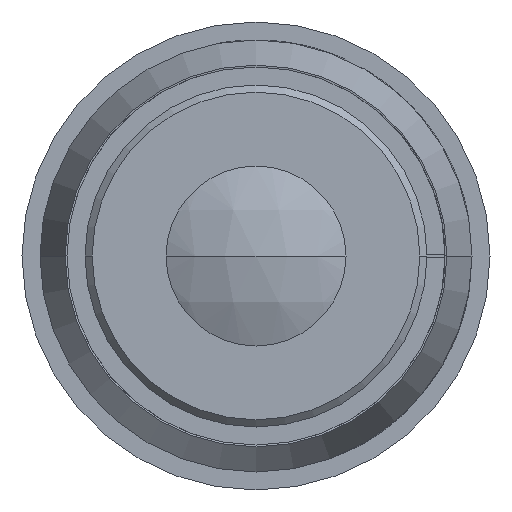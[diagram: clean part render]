
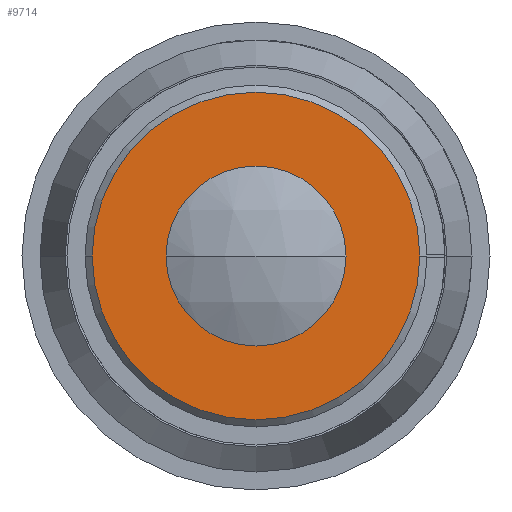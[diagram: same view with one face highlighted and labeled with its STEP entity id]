
A CAD part, front view. The second image highlights one B-rep face of the part: STEP entity #9714.
In plain terms, the highlighted planar face has unit normal (0, -1, 0).
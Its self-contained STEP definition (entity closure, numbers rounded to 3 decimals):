
#379 = DIRECTION ( 'NONE',  ( 0., -1., 0. ) ) ;
#609 = CARTESIAN_POINT ( 'NONE',  ( 21.293, 1.042, 18.605 ) ) ;
#2563 = AXIS2_PLACEMENT_3D ( 'NONE', #5866, #13103, #6911 ) ;
#2692 = AXIS2_PLACEMENT_3D ( 'NONE', #3386, #10629, #4433 ) ;
#2899 = VERTEX_POINT ( 'NONE', #12015 ) ;
#3386 = CARTESIAN_POINT ( 'NONE',  ( 14.043, 1.042, 18.605 ) ) ;
#3731 = FACE_OUTER_BOUND ( 'NONE', #6981, .T. ) ;
#3857 = DIRECTION ( 'NONE',  ( 0., -1., 0. ) ) ;
#4433 = DIRECTION ( 'NONE',  ( 1., 0., 0. ) ) ;
#4575 = CARTESIAN_POINT ( 'NONE',  ( 23.343, 1.042, 18.605 ) ) ;
#4725 = VERTEX_POINT ( 'NONE', #5984 ) ;
#4889 = EDGE_LOOP ( 'NONE', ( #7926, #9064 ) ) ;
#4931 = CARTESIAN_POINT ( 'NONE',  ( 18.793, 1.042, 18.605 ) ) ;
#5866 = CARTESIAN_POINT ( 'NONE',  ( 18.793, 1.042, 18.605 ) ) ;
#5961 = DIRECTION ( 'NONE',  ( 1., 0., 0. ) ) ;
#5984 = CARTESIAN_POINT ( 'NONE',  ( 14.243, 1.042, 18.605 ) ) ;
#6077 = AXIS2_PLACEMENT_3D ( 'NONE', #6622, #379, #7658 ) ;
#6145 = AXIS2_PLACEMENT_3D ( 'NONE', #10051, #3857, #11071 ) ;
#6454 = FACE_BOUND ( 'NONE', #4889, .T. ) ;
#6507 = EDGE_CURVE ( 'NONE', #2899, #12711, #9473, .T. ) ;
#6622 = CARTESIAN_POINT ( 'NONE',  ( 18.793, 1.042, 18.605 ) ) ;
#6911 = DIRECTION ( 'NONE',  ( 1., 0., 0. ) ) ;
#6981 = EDGE_LOOP ( 'NONE', ( #7407, #7543 ) ) ;
#7407 = ORIENTED_EDGE ( 'NONE', *, *, #13380, .T. ) ;
#7543 = ORIENTED_EDGE ( 'NONE', *, *, #9889, .T. ) ;
#7658 = DIRECTION ( 'NONE',  ( 1., 0., 0. ) ) ;
#7857 = VERTEX_POINT ( 'NONE', #4575 ) ;
#7926 = ORIENTED_EDGE ( 'NONE', *, *, #11461, .F. ) ;
#9064 = ORIENTED_EDGE ( 'NONE', *, *, #6507, .F. ) ;
#9363 = CIRCLE ( 'NONE', #6145, 4.55 ) ;
#9473 = CIRCLE ( 'NONE', #11005, 2.5 ) ;
#9714 = ADVANCED_FACE ( 'NONE', ( #3731, #6454 ), #11613, .T. ) ;
#9889 = EDGE_CURVE ( 'NONE', #7857, #4725, #9363, .T. ) ;
#10008 = CIRCLE ( 'NONE', #6077, 2.5 ) ;
#10051 = CARTESIAN_POINT ( 'NONE',  ( 18.793, 1.042, 18.605 ) ) ;
#10320 = CIRCLE ( 'NONE', #2563, 4.55 ) ;
#10629 = DIRECTION ( 'NONE',  ( 0., -1., 0. ) ) ;
#11005 = AXIS2_PLACEMENT_3D ( 'NONE', #4931, #12152, #5961 ) ;
#11071 = DIRECTION ( 'NONE',  ( 1., 0., 0. ) ) ;
#11461 = EDGE_CURVE ( 'NONE', #12711, #2899, #10008, .T. ) ;
#11613 = PLANE ( 'NONE',  #2692 ) ;
#12015 = CARTESIAN_POINT ( 'NONE',  ( 16.293, 1.042, 18.605 ) ) ;
#12152 = DIRECTION ( 'NONE',  ( 0., -1., 0. ) ) ;
#12711 = VERTEX_POINT ( 'NONE', #609 ) ;
#13103 = DIRECTION ( 'NONE',  ( 0., -1., 0. ) ) ;
#13380 = EDGE_CURVE ( 'NONE', #4725, #7857, #10320, .T. ) ;
